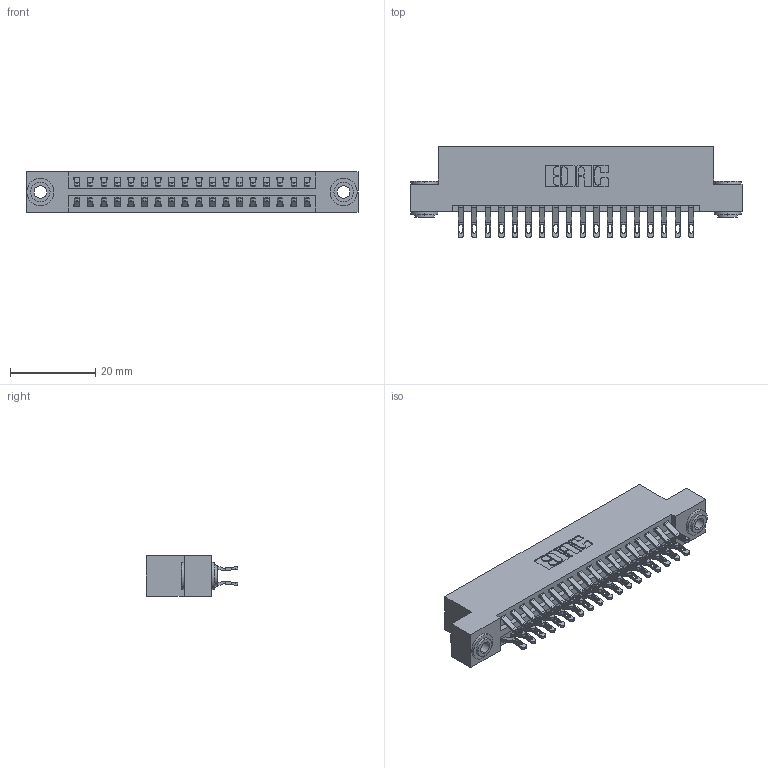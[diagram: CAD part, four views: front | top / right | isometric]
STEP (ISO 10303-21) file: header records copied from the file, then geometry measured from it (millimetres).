
FILE_DESCRIPTION (( 'STEP AP203' ), '1' );
FILE_NAME ('346-036-555-203.STEP', '2022-05-19T21:55:36', ( '' ), ( '' ), 'SwSTEP 2.0', 'SolidWorks 2020', '' );
FILE_SCHEMA (( 'CONFIG_CONTROL_DESIGN' ));
Length unit declared in the file: inch
Products named in the file (4): 346 Part_Flush Mounting Lugs - 0.156 Dia-TH; 346-036-555-203; 345-250-002_345-250-002-102; 345-292-001_555 Tail
Assembly tree (39 placements, depth 2):
  346-036-555-203
    346 Part_Flush Mounting Lugs - 0.156 Dia-TH
    345-292-001_555 Tail  x36
    345-250-002_345-250-002-102  x2
Bounding box: 77.72 x 21.46 x 9.4 mm (x, y, z)
Volume: 7498.4 mm3; surface area: 10550.7 mm2
Topology: 39 solids, 39 shells, 2262 faces, 7029 edges, 4682 vertices
Faces by surface type: plane 1288, cylinder 966, cone 8
Entity records: 16370 total; most frequent: CARTESIAN_POINT 2747, ORIENTED_EDGE 2642, DIRECTION 2471, EDGE_CURVE 1321, VECTOR 1073, LINE 1073, VERTEX_POINT 878, AXIS2_PLACEMENT_3D 699
